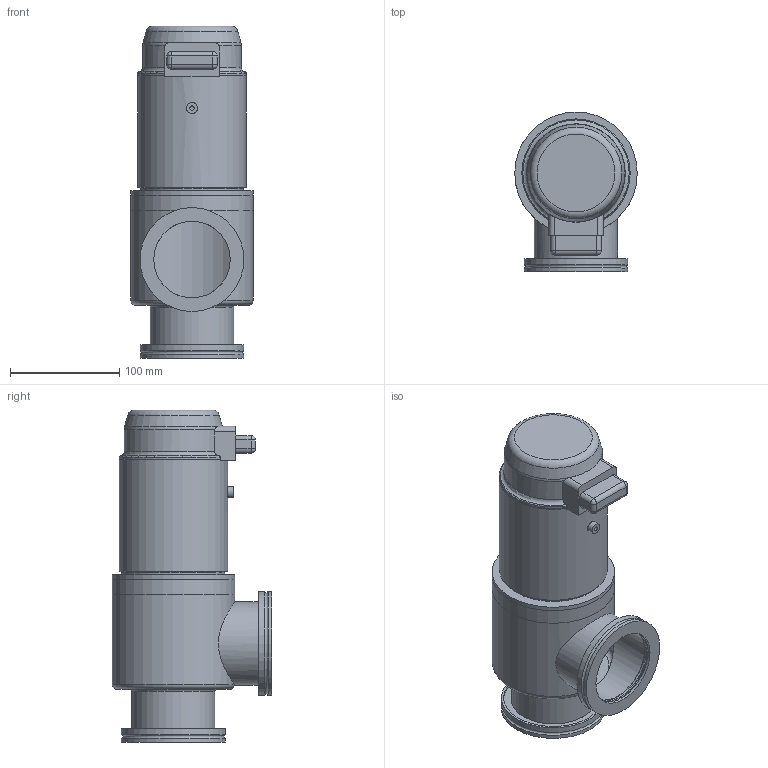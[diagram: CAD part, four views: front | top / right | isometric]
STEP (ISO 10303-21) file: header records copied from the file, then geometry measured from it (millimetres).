
FILE_DESCRIPTION(('STEP AP203'), '1');
FILE_NAME('ÊÂÌ-63 ïîòðåáèòåëþ', '', ('UNSPECIFIED'), ('UNSPECIFIED'), 'C3D Converter', 'C3D Toolkit', '');
FILE_SCHEMA(('CONFIG_CONTROL_DESIGN'));
Length unit declared in the file: millimetre
Bounding box: 112 x 146 x 303.5 mm (x, y, z)
Surface area: 165980.5 mm2 (no closed solid volume)
Topology: 0 solids, 84 shells, 84 faces, 300 edges, 254 vertices
Faces by surface type: cylinder 35, plane 25, cone 10, torus 10, sphere 4
Full cylindrical faces by diameter (mm): 4 x1, 10 x1, 70 x4, 71 x2, 76 x2, 76.5 x1, 90 x1, 91 x2, 94 x1, 95 x4, 99 x1, 112 x3
Entity records: 5150 total; most frequent: CARTESIAN_POINT 1351, DIRECTION 556, ORIENTED_EDGE 254, EDGE_CURVE 254, VERTEX_POINT 254, AXIS2_PLACEMENT_3D 241, COLOUR_RGB 168, FILL_AREA_STYLE_COLOUR 168
